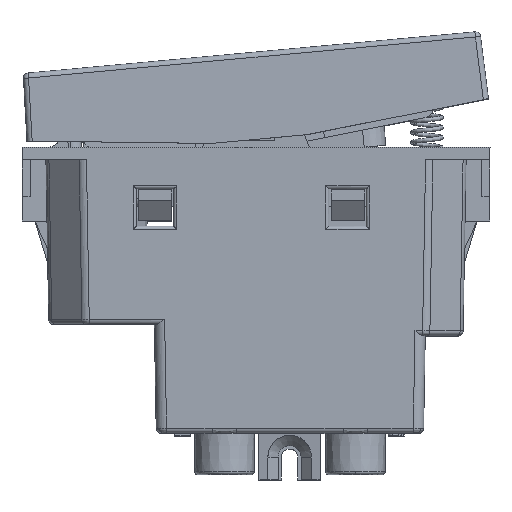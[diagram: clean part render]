
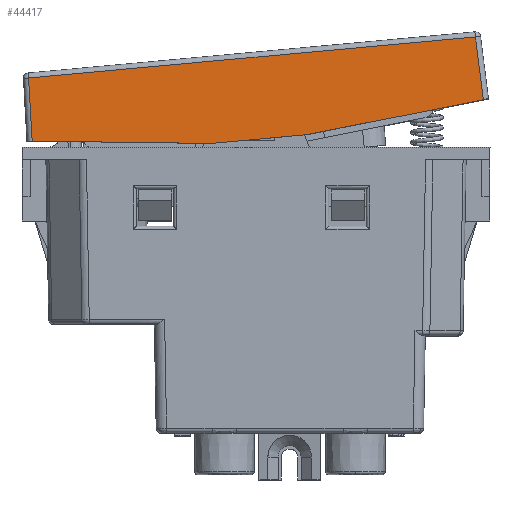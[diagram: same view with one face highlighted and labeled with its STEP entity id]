
A CAD part, top view. The second image highlights one B-rep face of the part: STEP entity #44417.
In plain terms, the highlighted planar face has unit normal (-0.002, 0.017, 1).
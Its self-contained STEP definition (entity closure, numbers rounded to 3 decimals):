
#115 = DIRECTION ( 'NONE',  ( -0.995, -0.105, 0.002 ) ) ;
#443 = EDGE_CURVE ( 'NONE', #74250, #13018, #11575, .T. ) ;
#2076 = ORIENTED_EDGE ( 'NONE', *, *, #16481, .F. ) ;
#4845 = CARTESIAN_POINT ( 'NONE',  ( 21.885, 4.01, 11.08 ) ) ;
#9237 = LINE ( 'NONE', #64279, #19439 ) ;
#10548 = LINE ( 'NONE', #60741, #45898 ) ;
#11575 = LINE ( 'NONE', #70944, #17135 ) ;
#11826 = CARTESIAN_POINT ( 'NONE',  ( 0.177, 1.691, 11.121 ) ) ;
#13018 = VERTEX_POINT ( 'NONE', #15064 ) ;
#13238 = EDGE_CURVE ( 'NONE', #28832, #71814, #10548, .T. ) ;
#14871 = DIRECTION ( 'NONE',  ( -1., 0., 0. ) ) ;
#15064 = CARTESIAN_POINT ( 'NONE',  ( -21.885, 4.01, 11.08 ) ) ;
#16481 = EDGE_CURVE ( 'NONE', #28832, #40702, #9237, .T. ) ;
#17135 = VECTOR ( 'NONE', #52646, 1000. ) ;
#17210 = AXIS2_PLACEMENT_3D ( 'NONE', #45327, #69215, #39912 ) ;
#18445 = VERTEX_POINT ( 'NONE', #39353 ) ;
#19439 = VECTOR ( 'NONE', #115, 1000. ) ;
#21729 = ORIENTED_EDGE ( 'NONE', *, *, #443, .T. ) ;
#22814 = VECTOR ( 'NONE', #14871, 1000. ) ;
#23790 = CARTESIAN_POINT ( 'NONE',  ( -21.655, 10.109, 10.974 ) ) ;
#28832 = VERTEX_POINT ( 'NONE', #4845 ) ;
#28927 = EDGE_CURVE ( 'NONE', #71814, #74250, #75612, .T. ) ;
#29768 = DIRECTION ( 'NONE',  ( -1., 0., 0. ) ) ;
#37854 = LINE ( 'NONE', #11826, #58118 ) ;
#39251 = CARTESIAN_POINT ( 'NONE',  ( -21.672, 10.109, 10.974 ) ) ;
#39353 = CARTESIAN_POINT ( 'NONE',  ( -4.668, 2.2, 11.112 ) ) ;
#39912 = DIRECTION ( 'NONE',  ( 0., -1., 0.017 ) ) ;
#40624 = EDGE_LOOP ( 'NONE', ( #66492, #76465, #21729, #62777, #54852, #2076 ) ) ;
#40702 = VERTEX_POINT ( 'NONE', #46942 ) ;
#44417 = ADVANCED_FACE ( 'NONE', ( #54609 ), #58015, .T. ) ;
#45291 = CARTESIAN_POINT ( 'NONE',  ( 0., 2.2, 11.112 ) ) ;
#45327 = CARTESIAN_POINT ( 'NONE',  ( 0., 0.004, 11.15 ) ) ;
#45898 = VECTOR ( 'NONE', #50884, 1000. ) ;
#46942 = CARTESIAN_POINT ( 'NONE',  ( 4.668, 2.2, 11.112 ) ) ;
#50884 = DIRECTION ( 'NONE',  ( -0.035, 0.999, -0.017 ) ) ;
#52646 = DIRECTION ( 'NONE',  ( -0.035, -0.999, 0.017 ) ) ;
#54609 = FACE_OUTER_BOUND ( 'NONE', #40624, .T. ) ;
#54852 = ORIENTED_EDGE ( 'NONE', *, *, #56663, .F. ) ;
#56663 = EDGE_CURVE ( 'NONE', #40702, #18445, #62770, .T. ) ;
#58015 = PLANE ( 'NONE',  #17210 ) ;
#58118 = VECTOR ( 'NONE', #66097, 1000. ) ;
#59806 = VECTOR ( 'NONE', #29768, 1000. ) ;
#60741 = CARTESIAN_POINT ( 'NONE',  ( 21.655, 10.583, 10.965 ) ) ;
#62770 = LINE ( 'NONE', #45291, #22814 ) ;
#62777 = ORIENTED_EDGE ( 'NONE', *, *, #76425, .F. ) ;
#64279 = CARTESIAN_POINT ( 'NONE',  ( -0.177, 1.691, 11.121 ) ) ;
#66097 = DIRECTION ( 'NONE',  ( -0.995, 0.105, -0.002 ) ) ;
#66492 = ORIENTED_EDGE ( 'NONE', *, *, #13238, .T. ) ;
#69215 = DIRECTION ( 'NONE',  ( 0., 0.017, 1. ) ) ;
#70944 = CARTESIAN_POINT ( 'NONE',  ( -21.912, 3.243, 11.093 ) ) ;
#71814 = VERTEX_POINT ( 'NONE', #71856 ) ;
#71856 = CARTESIAN_POINT ( 'NONE',  ( 21.672, 10.109, 10.974 ) ) ;
#74250 = VERTEX_POINT ( 'NONE', #39251 ) ;
#75612 = LINE ( 'NONE', #23790, #59806 ) ;
#76425 = EDGE_CURVE ( 'NONE', #18445, #13018, #37854, .T. ) ;
#76465 = ORIENTED_EDGE ( 'NONE', *, *, #28927, .T. ) ;
